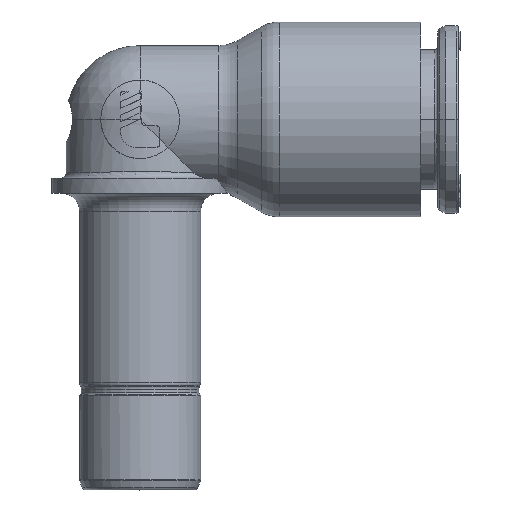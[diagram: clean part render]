
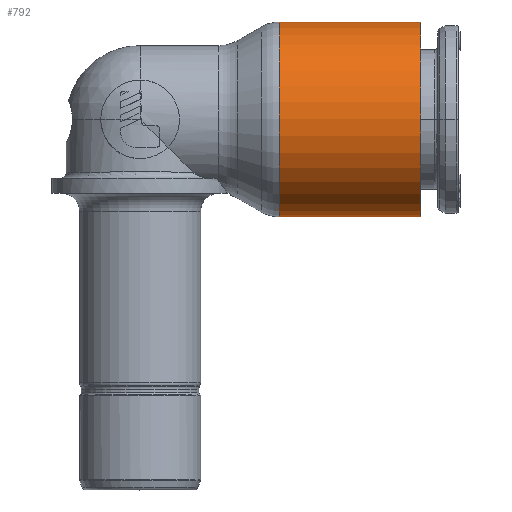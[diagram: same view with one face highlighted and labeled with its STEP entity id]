
A CAD part, top view. The second image highlights one B-rep face of the part: STEP entity #792.
In plain terms, the highlighted cylindrical face has radius 8.05 mm (diameter 16.1 mm), a partial arc.
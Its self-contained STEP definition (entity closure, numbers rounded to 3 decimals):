
#792=ADVANCED_FACE('',(#2226),#2227,.T.);
#2226=FACE_OUTER_BOUND('',#6182,.T.);
#2227=CYLINDRICAL_SURFACE('',#6183,8.05);
#6182=EDGE_LOOP('',(#11671,#11672,#11673,#11674));
#6183=AXIS2_PLACEMENT_3D('',#11675,#11676,#11677);
#11671=ORIENTED_EDGE('',*,*,#14194,.T.);
#11672=ORIENTED_EDGE('',*,*,#14191,.F.);
#11673=ORIENTED_EDGE('',*,*,#14187,.F.);
#11674=ORIENTED_EDGE('',*,*,#14193,.T.);
#11675=CARTESIAN_POINT('',(24.36,0.0,0.0));
#11676=DIRECTION('',(1.0,0.0,-0.0));
#11677=DIRECTION('',(0.0,1.0,0.0));
#14187=EDGE_CURVE('',#17280,#17281,#17282,.T.);
#14191=EDGE_CURVE('',#17281,#17286,#17287,.T.);
#14193=EDGE_CURVE('',#17280,#17288,#17290,.T.);
#14194=EDGE_CURVE('',#17288,#17286,#17291,.T.);
#17280=VERTEX_POINT('',#23202);
#17281=VERTEX_POINT('',#23203);
#17282=CIRCLE('',#23204,8.05);
#17286=VERTEX_POINT('',#23208);
#17287=LINE('',#23209,#23210);
#17288=VERTEX_POINT('',#23211);
#17290=LINE('',#23213,#23214);
#17291=CIRCLE('',#23215,8.05);
#23202=CARTESIAN_POINT('',(11.504,-8.05,0.0));
#23203=CARTESIAN_POINT('',(11.504,8.05,0.0));
#23204=AXIS2_PLACEMENT_3D('',#26238,#26239,#26240);
#23208=CARTESIAN_POINT('',(23.2,8.05,0.0));
#23209=CARTESIAN_POINT('',(11.504,8.05,0.0));
#23210=VECTOR('',#26250,11.696);
#23211=CARTESIAN_POINT('',(23.2,-8.05,0.0));
#23213=CARTESIAN_POINT('',(11.504,-8.05,0.0));
#23214=VECTOR('',#26254,11.696);
#23215=AXIS2_PLACEMENT_3D('',#26255,#26256,#26257);
#26238=CARTESIAN_POINT('',(11.504,0.0,0.0));
#26239=DIRECTION('',(-1.0,0.0,0.0));
#26240=DIRECTION('',(0.0,-1.0,0.0));
#26250=DIRECTION('',(1.0,0.0,0.0));
#26254=DIRECTION('',(1.0,0.0,0.0));
#26255=CARTESIAN_POINT('',(23.2,0.0,0.0));
#26256=DIRECTION('',(-1.0,0.0,0.0));
#26257=DIRECTION('',(0.0,-1.0,0.0));
